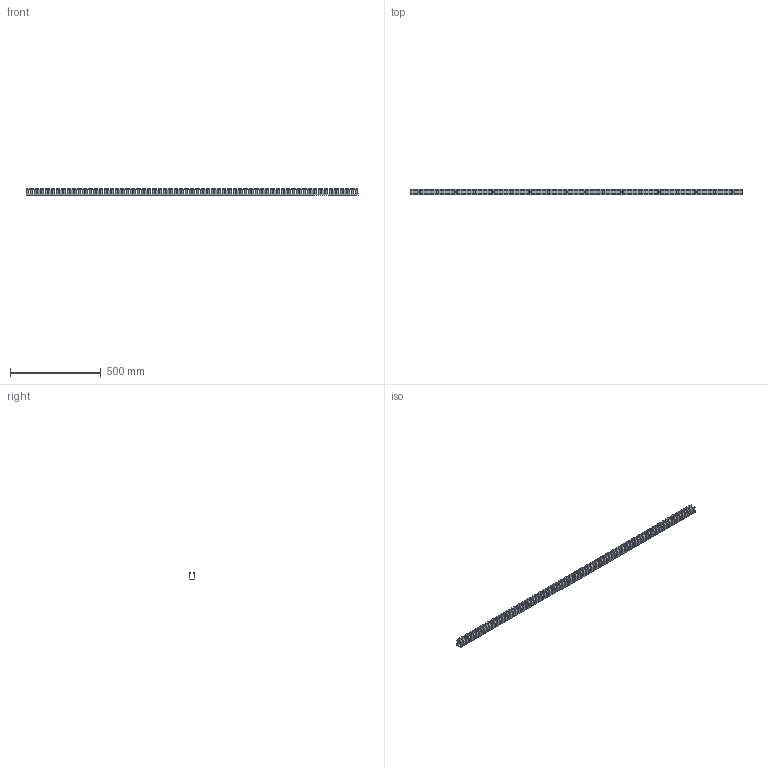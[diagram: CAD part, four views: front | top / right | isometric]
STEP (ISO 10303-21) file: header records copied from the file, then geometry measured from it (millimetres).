
FILE_DESCRIPTION(/* description */ (''),/* implementation_level */ '2;1');
FILE_NAME(/* name */ 'G1X1.5_3D_WEB.stp',/* time_stamp */ '2014-09-04T13:32:15-05:00',/* author */ (''),/* organization */ (''),/* preprocessor_version */ 'ST-DEVELOPER v11',/* originating_system */ 'SIEMENS PLM Software NX 7.5',/* authorisation */ '');
FILE_SCHEMA (('CONFIG_CONTROL_DESIGN'));
Products named in the file (1): bdk7004dqj8
Bounding box: 1828.8 x 32.57 x 38.45 mm (x, y, z)
Volume: 285491 mm3; surface area: 351239.1 mm2
Topology: 1 solids, 1 shells, 2422 faces, 7260 edges, 4840 vertices
Faces by surface type: plane 2026, extrusion 360, cylinder 36
Entity records: 98116 total; most frequent: CARTESIAN_POINT 32883, ORIENTED_EDGE 14520, DIRECTION 11818, EDGE_CURVE 7260, VECTOR 6828, LINE 6468, VERTEX_POINT 4840, AXIS2_PLACEMENT_3D 2495
